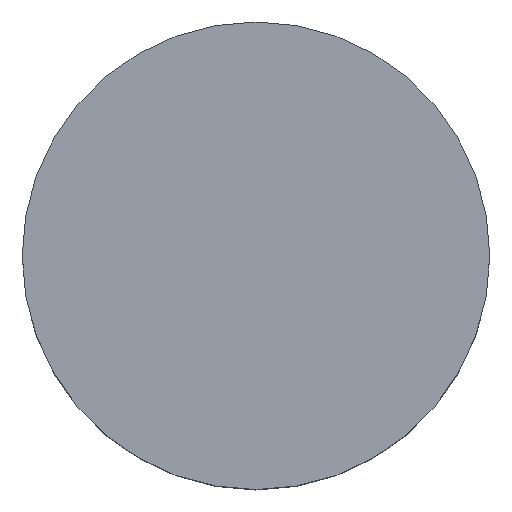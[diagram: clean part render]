
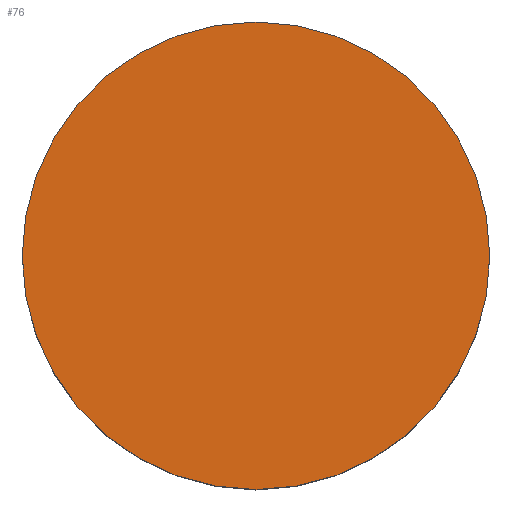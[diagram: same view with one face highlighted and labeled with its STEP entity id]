
A CAD part, top view. The second image highlights one B-rep face of the part: STEP entity #76.
In plain terms, the highlighted planar face has unit normal (0, 0, 1).
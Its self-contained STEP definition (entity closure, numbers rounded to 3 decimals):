
#12 = DIRECTION ( 'NONE',  ( 1., 0., 0. ) ) ;
#27 = DIRECTION ( 'NONE',  ( 1., 0., 0. ) ) ;
#36 = CARTESIAN_POINT ( 'NONE',  ( 3., 0., 0. ) ) ;
#45 = CARTESIAN_POINT ( 'NONE',  ( 0., 0., 0. ) ) ;
#52 = CIRCLE ( 'NONE', #271, 3. ) ;
#62 = DIRECTION ( 'NONE',  ( 1., 0., 0. ) ) ;
#68 = CARTESIAN_POINT ( 'NONE',  ( 0., 0., 0. ) ) ;
#76 = ADVANCED_FACE ( 'NONE', ( #166 ), #301, .T. ) ;
#114 = CARTESIAN_POINT ( 'NONE',  ( -3., 0., 0. ) ) ;
#123 = AXIS2_PLACEMENT_3D ( 'NONE', #68, #240, #12 ) ;
#166 = FACE_OUTER_BOUND ( 'NONE', #336, .T. ) ;
#168 = VERTEX_POINT ( 'NONE', #114 ) ;
#189 = VERTEX_POINT ( 'NONE', #36 ) ;
#234 = CARTESIAN_POINT ( 'NONE',  ( 0., 0., 0. ) ) ;
#240 = DIRECTION ( 'NONE',  ( 0., 0., 1. ) ) ;
#257 = EDGE_CURVE ( 'NONE', #168, #189, #305, .T. ) ;
#271 = AXIS2_PLACEMENT_3D ( 'NONE', #234, #317, #62 ) ;
#277 = AXIS2_PLACEMENT_3D ( 'NONE', #45, #351, #27 ) ;
#285 = ORIENTED_EDGE ( 'NONE', *, *, #328, .T. ) ;
#301 = PLANE ( 'NONE',  #277 ) ;
#305 = CIRCLE ( 'NONE', #123, 3. ) ;
#317 = DIRECTION ( 'NONE',  ( 0., 0., 1. ) ) ;
#326 = ORIENTED_EDGE ( 'NONE', *, *, #257, .T. ) ;
#328 = EDGE_CURVE ( 'NONE', #189, #168, #52, .T. ) ;
#336 = EDGE_LOOP ( 'NONE', ( #285, #326 ) ) ;
#351 = DIRECTION ( 'NONE',  ( 0., 0., 1. ) ) ;
